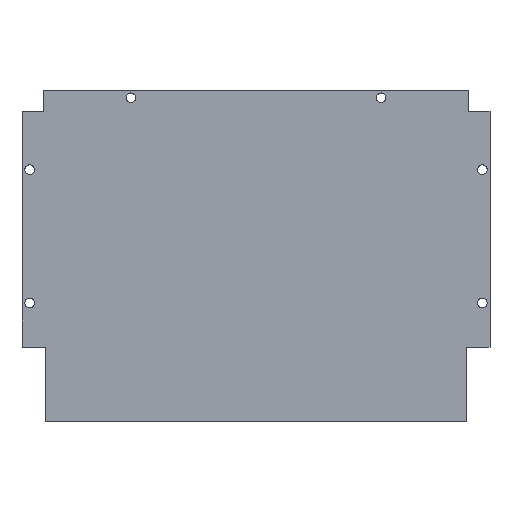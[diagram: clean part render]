
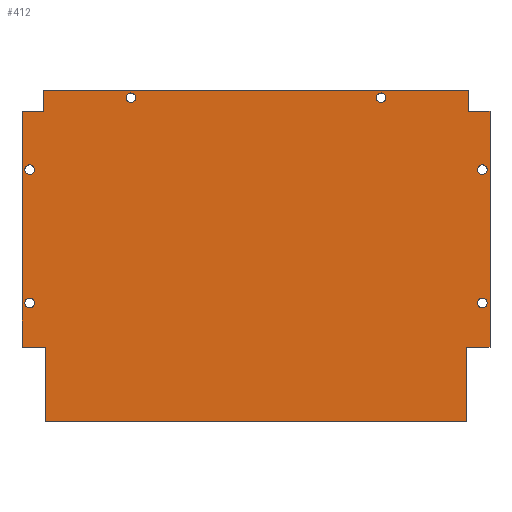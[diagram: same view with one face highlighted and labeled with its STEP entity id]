
A CAD part, top view. The second image highlights one B-rep face of the part: STEP entity #412.
In plain terms, the highlighted planar face has unit normal (0, 0, 1).
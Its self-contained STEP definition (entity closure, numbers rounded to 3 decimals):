
#21=FACE_BOUND('',#87,.T.);
#22=FACE_BOUND('',#88,.T.);
#23=FACE_BOUND('',#89,.T.);
#24=FACE_BOUND('',#90,.T.);
#25=FACE_BOUND('',#91,.T.);
#26=FACE_BOUND('',#92,.T.);
#40=PLANE('',#458);
#60=FACE_OUTER_BOUND('',#86,.T.);
#86=EDGE_LOOP('',(#369,#370,#371,#372,#373,#374,#375,#376,#377,#378,#379,
#380));
#87=EDGE_LOOP('',(#381));
#88=EDGE_LOOP('',(#382));
#89=EDGE_LOOP('',(#383));
#90=EDGE_LOOP('',(#384));
#91=EDGE_LOOP('',(#385));
#92=EDGE_LOOP('',(#386));
#101=LINE('',#611,#143);
#104=LINE('',#617,#146);
#107=LINE('',#623,#149);
#110=LINE('',#629,#152);
#113=LINE('',#635,#155);
#116=LINE('',#641,#158);
#119=LINE('',#647,#161);
#122=LINE('',#653,#164);
#125=LINE('',#659,#167);
#128=LINE('',#665,#170);
#131=LINE('',#671,#173);
#134=LINE('',#675,#176);
#143=VECTOR('',#507,10.);
#146=VECTOR('',#512,10.);
#149=VECTOR('',#517,10.);
#152=VECTOR('',#522,10.);
#155=VECTOR('',#527,10.);
#158=VECTOR('',#532,10.);
#161=VECTOR('',#537,10.);
#164=VECTOR('',#542,10.);
#167=VECTOR('',#547,10.);
#170=VECTOR('',#552,10.);
#173=VECTOR('',#557,10.);
#176=VECTOR('',#562,10.);
#178=CIRCLE('',#429,2.5);
#180=CIRCLE('',#432,2.5);
#182=CIRCLE('',#435,2.5);
#184=CIRCLE('',#438,2.5);
#186=CIRCLE('',#441,2.5);
#188=CIRCLE('',#444,2.5);
#190=VERTEX_POINT('',#571);
#192=VERTEX_POINT('',#577);
#194=VERTEX_POINT('',#583);
#196=VERTEX_POINT('',#589);
#198=VERTEX_POINT('',#595);
#200=VERTEX_POINT('',#601);
#203=VERTEX_POINT('',#608);
#204=VERTEX_POINT('',#610);
#206=VERTEX_POINT('',#616);
#208=VERTEX_POINT('',#622);
#210=VERTEX_POINT('',#628);
#212=VERTEX_POINT('',#634);
#214=VERTEX_POINT('',#640);
#216=VERTEX_POINT('',#646);
#218=VERTEX_POINT('',#652);
#220=VERTEX_POINT('',#658);
#222=VERTEX_POINT('',#664);
#224=VERTEX_POINT('',#670);
#227=EDGE_CURVE('',#190,#190,#178,.T.);
#230=EDGE_CURVE('',#192,#192,#180,.T.);
#233=EDGE_CURVE('',#194,#194,#182,.T.);
#236=EDGE_CURVE('',#196,#196,#184,.T.);
#239=EDGE_CURVE('',#198,#198,#186,.T.);
#242=EDGE_CURVE('',#200,#200,#188,.T.);
#245=EDGE_CURVE('',#204,#203,#101,.T.);
#248=EDGE_CURVE('',#206,#204,#104,.T.);
#251=EDGE_CURVE('',#208,#206,#107,.T.);
#254=EDGE_CURVE('',#210,#208,#110,.T.);
#257=EDGE_CURVE('',#212,#210,#113,.T.);
#260=EDGE_CURVE('',#214,#212,#116,.T.);
#263=EDGE_CURVE('',#216,#214,#119,.T.);
#266=EDGE_CURVE('',#218,#216,#122,.T.);
#269=EDGE_CURVE('',#220,#218,#125,.T.);
#272=EDGE_CURVE('',#222,#220,#128,.T.);
#275=EDGE_CURVE('',#224,#222,#131,.T.);
#278=EDGE_CURVE('',#203,#224,#134,.T.);
#369=ORIENTED_EDGE('',*,*,#278,.T.);
#370=ORIENTED_EDGE('',*,*,#275,.T.);
#371=ORIENTED_EDGE('',*,*,#272,.T.);
#372=ORIENTED_EDGE('',*,*,#269,.T.);
#373=ORIENTED_EDGE('',*,*,#266,.T.);
#374=ORIENTED_EDGE('',*,*,#263,.T.);
#375=ORIENTED_EDGE('',*,*,#260,.T.);
#376=ORIENTED_EDGE('',*,*,#257,.T.);
#377=ORIENTED_EDGE('',*,*,#254,.T.);
#378=ORIENTED_EDGE('',*,*,#251,.T.);
#379=ORIENTED_EDGE('',*,*,#248,.T.);
#380=ORIENTED_EDGE('',*,*,#245,.T.);
#381=ORIENTED_EDGE('',*,*,#227,.T.);
#382=ORIENTED_EDGE('',*,*,#230,.T.);
#383=ORIENTED_EDGE('',*,*,#233,.T.);
#384=ORIENTED_EDGE('',*,*,#236,.T.);
#385=ORIENTED_EDGE('',*,*,#239,.T.);
#386=ORIENTED_EDGE('',*,*,#242,.T.);
#412=ADVANCED_FACE('',(#60,#21,#22,#23,#24,#25,#26),#40,.T.);
#429=AXIS2_PLACEMENT_3D('',#573,#466,#467);
#432=AXIS2_PLACEMENT_3D('',#579,#473,#474);
#435=AXIS2_PLACEMENT_3D('',#585,#480,#481);
#438=AXIS2_PLACEMENT_3D('',#591,#487,#488);
#441=AXIS2_PLACEMENT_3D('',#597,#494,#495);
#444=AXIS2_PLACEMENT_3D('',#603,#501,#502);
#458=AXIS2_PLACEMENT_3D('',#677,#565,#566);
#466=DIRECTION('center_axis',(0.,0.,-1.));
#467=DIRECTION('ref_axis',(-1.,0.,0.));
#473=DIRECTION('center_axis',(0.,0.,-1.));
#474=DIRECTION('ref_axis',(-1.,0.,0.));
#480=DIRECTION('center_axis',(0.,0.,-1.));
#481=DIRECTION('ref_axis',(-1.,0.,0.));
#487=DIRECTION('center_axis',(0.,0.,-1.));
#488=DIRECTION('ref_axis',(-1.,0.,0.));
#494=DIRECTION('center_axis',(0.,0.,-1.));
#495=DIRECTION('ref_axis',(-1.,0.,0.));
#501=DIRECTION('center_axis',(0.,0.,-1.));
#502=DIRECTION('ref_axis',(-1.,0.,0.));
#507=DIRECTION('',(0.,1.,0.));
#512=DIRECTION('',(-1.,0.,0.));
#517=DIRECTION('',(0.,1.,0.));
#522=DIRECTION('',(1.,0.,0.));
#527=DIRECTION('',(0.,1.,0.));
#532=DIRECTION('',(1.,0.,0.));
#537=DIRECTION('',(0.,-1.,0.));
#542=DIRECTION('',(1.,0.,0.));
#547=DIRECTION('',(0.,-1.,0.));
#552=DIRECTION('',(-1.,0.,0.));
#557=DIRECTION('',(0.,-1.,0.));
#562=DIRECTION('',(-1.,0.,0.));
#565=DIRECTION('center_axis',(0.,0.,1.));
#566=DIRECTION('ref_axis',(1.,0.,0.));
#571=CARTESIAN_POINT('',(120.5,-38.5,2.5));
#573=CARTESIAN_POINT('Origin',(118.,-38.5,2.5));
#577=CARTESIAN_POINT('',(120.5,31.,2.5));
#579=CARTESIAN_POINT('Origin',(118.,31.,2.5));
#583=CARTESIAN_POINT('',(-115.5,-38.5,2.5));
#585=CARTESIAN_POINT('Origin',(-118.,-38.5,2.5));
#589=CARTESIAN_POINT('',(-115.5,31.,2.5));
#591=CARTESIAN_POINT('Origin',(-118.,31.,2.5));
#595=CARTESIAN_POINT('',(67.75,68.5,2.5));
#597=CARTESIAN_POINT('Origin',(65.25,68.5,2.5));
#601=CARTESIAN_POINT('',(-62.75,68.5,2.5));
#603=CARTESIAN_POINT('Origin',(-65.25,68.5,2.5));
#608=CARTESIAN_POINT('',(111.,72.5,2.5));
#610=CARTESIAN_POINT('',(111.,61.5,2.5));
#611=CARTESIAN_POINT('',(111.,72.5,2.5));
#616=CARTESIAN_POINT('',(122.,61.5,2.5));
#617=CARTESIAN_POINT('',(111.,61.5,2.5));
#622=CARTESIAN_POINT('',(122.,-61.5,2.5));
#623=CARTESIAN_POINT('',(122.,61.5,2.5));
#628=CARTESIAN_POINT('',(110.,-61.5,2.5));
#629=CARTESIAN_POINT('',(122.,-61.5,2.5));
#634=CARTESIAN_POINT('',(110.,-100.5,2.5));
#635=CARTESIAN_POINT('',(110.,-61.5,2.5));
#640=CARTESIAN_POINT('',(-110.,-100.5,2.5));
#641=CARTESIAN_POINT('',(110.,-100.5,2.5));
#646=CARTESIAN_POINT('',(-110.,-61.5,2.5));
#647=CARTESIAN_POINT('',(-110.,-100.5,2.5));
#652=CARTESIAN_POINT('',(-122.,-61.5,2.5));
#653=CARTESIAN_POINT('',(-110.,-61.5,2.5));
#658=CARTESIAN_POINT('',(-122.,61.5,2.5));
#659=CARTESIAN_POINT('',(-122.,-61.5,2.5));
#664=CARTESIAN_POINT('',(-111.,61.5,2.5));
#665=CARTESIAN_POINT('',(-122.,61.5,2.5));
#670=CARTESIAN_POINT('',(-111.,72.5,2.5));
#671=CARTESIAN_POINT('',(-111.,61.5,2.5));
#675=CARTESIAN_POINT('',(-111.,72.5,2.5));
#677=CARTESIAN_POINT('Origin',(0.,-13.168,2.5));
